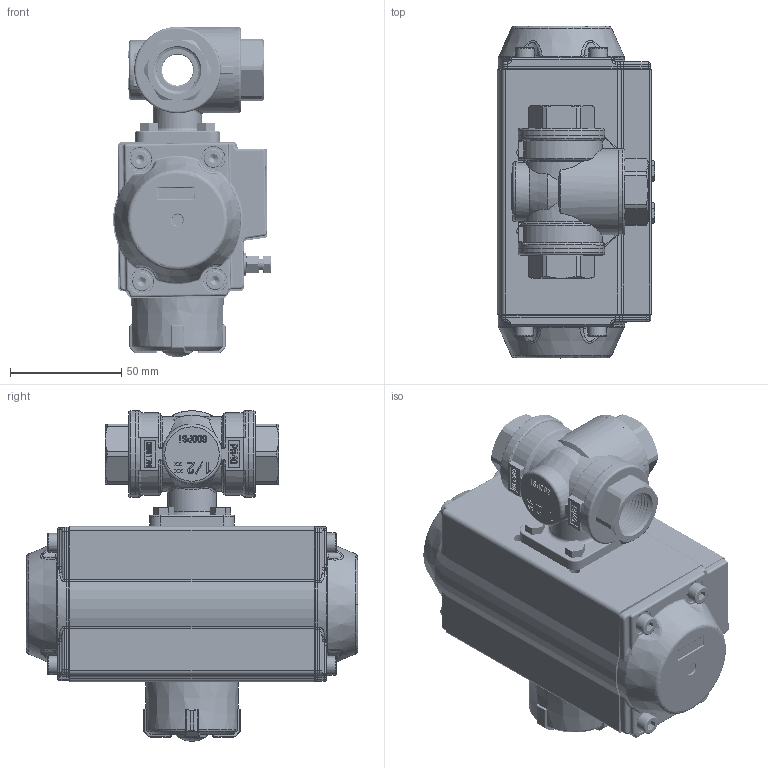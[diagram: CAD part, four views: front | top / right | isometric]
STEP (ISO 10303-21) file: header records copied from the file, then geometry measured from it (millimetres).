
FILE_DESCRIPTION(/* description */ ('Unknown'),/* implementation_level */ '2;1');
FILE_NAME(/* name */ 'PD02 0837_0838-04',/* time_stamp */ '2025-03-24T12:17:28+01:00',/* author */ ('Unknown'),/* organization */ ('Unknown'),/* preprocessor_version */ 'ST-DEVELOPER v19.4',/* originating_system */ 'Solid Edge',/* authorisation */ 'Unknown');
FILE_SCHEMA (('AUTOMOTIVE_DESIGN {1 0 10303 214 3 1 1}'));
Products named in the file (20): PD02 0837_0838-04; 2.330_335.015; 002; 005; 001; DIN558 M5x12; PD02_PE01; vt50-2016-06-25; hex bolt gradeab_din_ISO 4014 - M5 x 25 x 16-N; huosai50; vt50-2016-06-25 _______MIR; zhou50; VTE50____; plain washers-n series-grade a gb_GB_FASTENER_WASHER_PWNA 5; hex nut gradec_din_Hexagon Nut ISO 4034 - M5 - N; Optische Anzeige; ______; ________(___________; cup head nib bolts with large head gb_GB_FASTENER_BOLT_CHNBW M6X25-N; socket head cap screw_din_DIN 912 M5 x 16 --- 16N
Assembly tree (37 placements, depth 4):
  PD02 0837_0838-04
    2.330_335.015
      002  x3
      005
      001
    DIN558 M5x12  x3
    PD02_PE01
      vt50-2016-06-25
      hex bolt gradeab_din_ISO 4014 - M5 x 25 x 16-N  x2
      huosai50  x2
      vt50-2016-06-25 _______MIR
      zhou50
      VTE50____
      plain washers-n series-grade a gb_GB_FASTENER_WASHER_PWNA 5  x2
      hex nut gradec_din_Hexagon Nut ISO 4034 - M5 - N  x2
      Optische Anzeige
        ______
        ________(___________  x4
        cup head nib bolts with large head gb_GB_FASTENER_BOLT_CHNBW M6X25-N
      socket head cap screw_din_DIN 912 M5 x 16 --- 16N  x8
Bounding box: 70.92 x 149.4 x 148.81 mm (x, y, z)
Volume: 455656 mm3; surface area: 184178.6 mm2
Topology: 34 solids, 34 shells, 3064 faces, 7629 edges, 4767 vertices
Faces by surface type: plane 1104, cylinder 823, bspline 479, torus 329, cone 298, sphere 31
Full cylindrical faces by diameter (mm): 2.5 x2, 3 x16, 3.3 x8, 4.134 x20, 4.2 x3, 4.66 x1, 4.917 x7, 5 x15, 5.3 x2, 5.5 x1, 6 x4, 6.2 x1, 8 x4, 8.5 x8, 8.566 x2, 10 x4, 11 x5, 11.4 x1, 12 x2, 12.5 x2, 12.9 x1, 13 x13, 13.5 x2, 14 x10, 16.5 x2, 19 x24, 21.2 x1, 21.4 x1, 22 x1, 22.5 x1
Entity records: 88140 total; most frequent: CARTESIAN_POINT 39951, ORIENTED_EDGE 10212, DIRECTION 8754, EDGE_CURVE 5106, VERTEX_POINT 3425, AXIS2_PLACEMENT_3D 3295, FACE_BOUND 2725, EDGE_LOOP 2703
